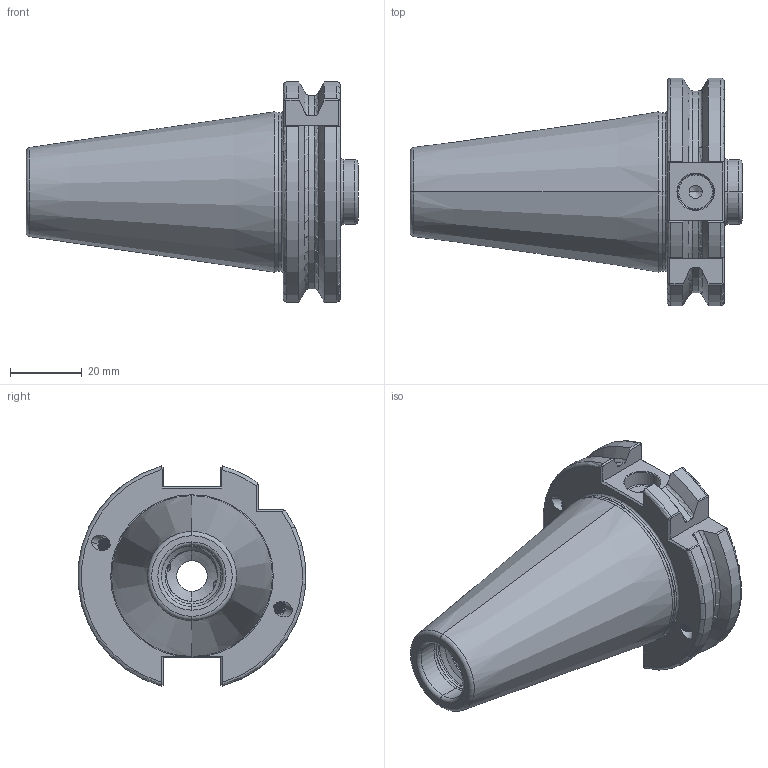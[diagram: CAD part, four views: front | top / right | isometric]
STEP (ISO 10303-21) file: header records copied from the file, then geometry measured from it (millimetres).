
FILE_DESCRIPTION (( 'STEP AP203' ), '1' );
FILE_NAME ('403.06.10.0.STEP', '2016-07-25T03:22:33', ( '' ), ( '' ), 'SwSTEP 2.0', 'SolidWorks 2012', '' );
FILE_SCHEMA (( 'CONFIG_CONTROL_DESIGN' ));
Length unit declared in the file: millimetre
Products named in the file (1): 403.06.10.0
Bounding box: 92.4 x 63.34 x 61.24 mm (x, y, z)
Volume: 100801 mm3; surface area: 23130.4 mm2
Topology: 1 solids, 1 shells, 249 faces, 668 edges, 412 vertices
Faces by surface type: cylinder 107, plane 53, cone 33, torus 32, bspline 24
Entity records: 16611 total; most frequent: CARTESIAN_POINT 11038, ORIENTED_EDGE 1308, DIRECTION 974, EDGE_CURVE 654, VERTEX_POINT 412, AXIS2_PLACEMENT_3D 378, EDGE_LOOP 264, FACE_OUTER_BOUND 249
